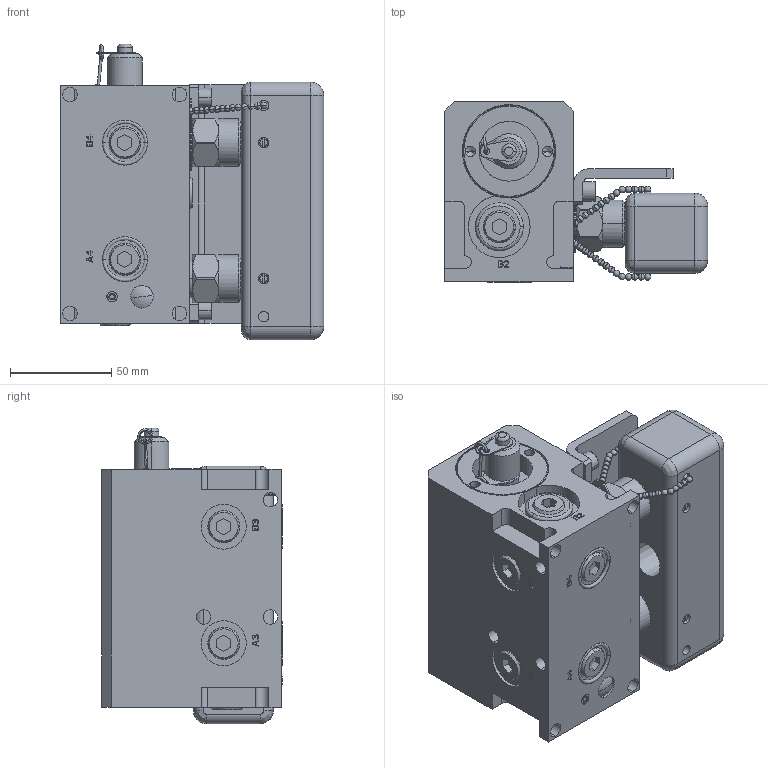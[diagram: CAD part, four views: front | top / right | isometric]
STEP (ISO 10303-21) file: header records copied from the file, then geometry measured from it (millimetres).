
FILE_DESCRIPTION((''),'2;1');
FILE_NAME('ILC56000540','2020-04-16T',('npeters'),(''),'PRO/ENGINEER BY PARAMETRIC TECHNOLOGY CORPORATION, 2013320','PRO/ENGINEER BY PARAMETRIC TECHNOLOGY CORPORATION, 2013320','');
FILE_SCHEMA(('AUTOMOTIVE_DESIGN { 1 0 10303 214 1 1 1 1 }'));
Length unit declared in the file: inch
Products named in the file (3): ILC56000540_PD; ILC56000540_COVER; ILC56000540
Assembly tree (2 placements, depth 2):
  ILC56000540
    ILC56000540_PD
    ILC56000540_COVER
Bounding box: 129.97 x 89.28 x 145.75 mm (x, y, z)
Volume: 691318.9 mm3; surface area: 119148.7 mm2
Topology: 2 solids, 51 shells, 1296 faces, 3307 edges, 2025 vertices
Faces by surface type: plane 719, cylinder 211, cone 156, sphere 136, torus 70, bspline 4
Entity records: 40175 total; most frequent: CARTESIAN_POINT 8885, DIRECTION 6577, ORIENTED_EDGE 6242, EDGE_CURVE 3133, AXIS2_PLACEMENT_3D 2235, VECTOR 2107, LINE 2107, VERTEX_POINT 2025
